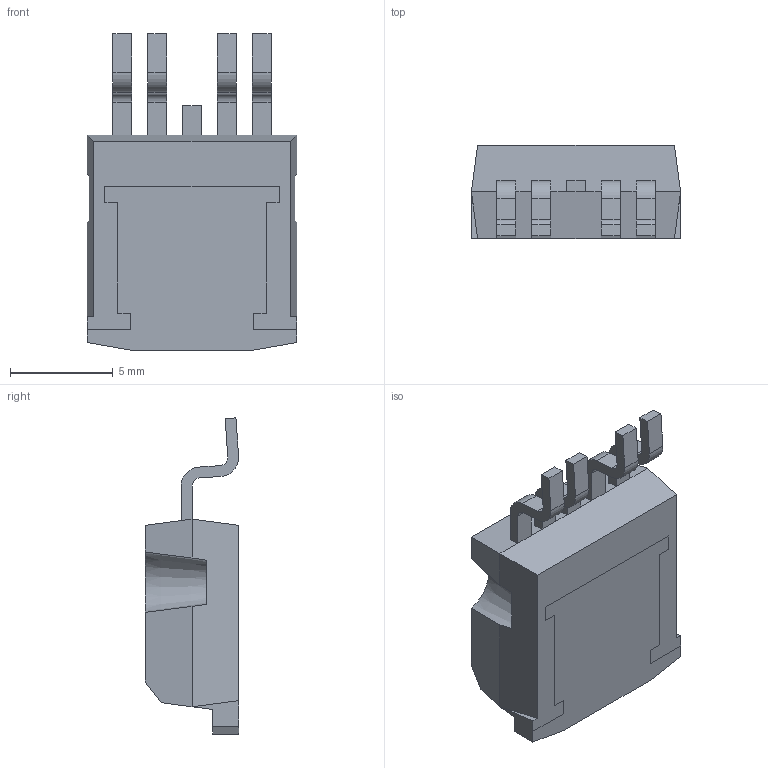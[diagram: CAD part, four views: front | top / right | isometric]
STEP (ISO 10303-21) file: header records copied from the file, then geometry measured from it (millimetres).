
FILE_DESCRIPTION(('FreeCAD Model'),'2;1');
FILE_NAME('P2PAK.step', '2021-08-18T13:54:04',('Author'),(''), 'Open CASCADE STEP processor 7.3','FreeCAD','Unknown');
FILE_SCHEMA(('AUTOMOTIVE_DESIGN { 1 0 10303 214 1 1 1 1 }'));
Length unit declared in the file: millimetre
Products named in the file (1): Cut
Bounding box: 10.2 x 4.55 x 15.43 mm (x, y, z)
Volume: 415.8 mm3; surface area: 450.1 mm2
Topology: 1 solids, 1 shells, 82 faces, 236 edges, 156 vertices
Faces by surface type: plane 64, cylinder 16, cone 2
Entity records: 6559 total; most frequent: CARTESIAN_POINT 1303, DIRECTION 860, LINE 604, VECTOR 604, ORIENTED_EDGE 472, PCURVE 472, DEFINITIONAL_REPRESENTATION 472, EDGE_CURVE 236
